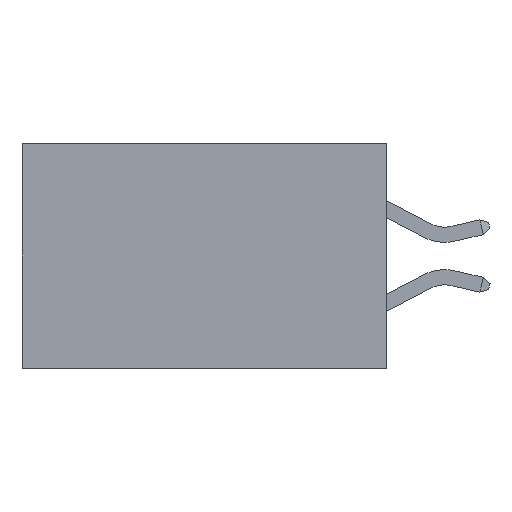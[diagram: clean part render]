
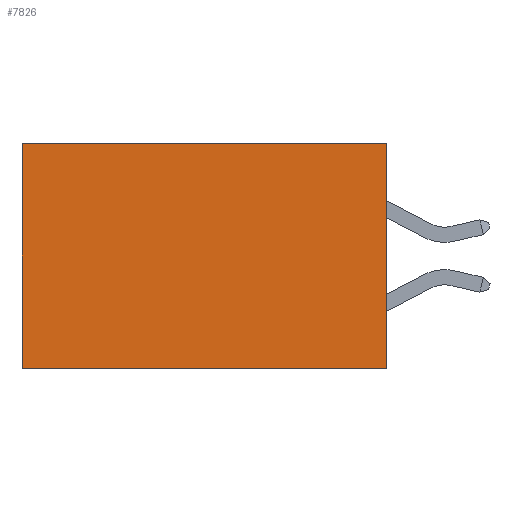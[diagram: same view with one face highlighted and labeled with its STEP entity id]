
A CAD part, left-side view. The second image highlights one B-rep face of the part: STEP entity #7826.
In plain terms, the highlighted planar face has unit normal (-1, 0, 0).
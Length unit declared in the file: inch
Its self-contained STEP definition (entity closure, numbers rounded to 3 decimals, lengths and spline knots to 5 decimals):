
#320 = CARTESIAN_POINT ( 'NONE',  ( 0.298, 0.6, -0.37 ) ) ;
#1812 = CARTESIAN_POINT ( 'NONE',  ( 0.298, 0., 0. ) ) ;
#2189 = LINE ( 'NONE', #10159, #8940 ) ;
#3109 = ORIENTED_EDGE ( 'NONE', *, *, #14358, .F. ) ;
#3442 = VECTOR ( 'NONE', #5630, 39.37008 ) ;
#4050 = DIRECTION ( 'NONE',  ( 0., 0., -1. ) ) ;
#4777 = EDGE_LOOP ( 'NONE', ( #16861, #3109, #20470, #18953 ) ) ;
#5029 = CARTESIAN_POINT ( 'NONE',  ( 0.298, 0.6, 0. ) ) ;
#5630 = DIRECTION ( 'NONE',  ( 0., 1., 0. ) ) ;
#6796 = VERTEX_POINT ( 'NONE', #320 ) ;
#7619 = CARTESIAN_POINT ( 'NONE',  ( 0.298, 0., 0. ) ) ;
#7826 = ADVANCED_FACE ( 'NONE', ( #14582 ), #13237, .F. ) ;
#8940 = VECTOR ( 'NONE', #17030, 39.37008 ) ;
#10159 = CARTESIAN_POINT ( 'NONE',  ( 0.298, 0.6, 0. ) ) ;
#10727 = LINE ( 'NONE', #21611, #17170 ) ;
#11945 = AXIS2_PLACEMENT_3D ( 'NONE', #1812, #17709, #4050 ) ;
#12248 = CARTESIAN_POINT ( 'NONE',  ( 0.298, 0., -0.37 ) ) ;
#12271 = VERTEX_POINT ( 'NONE', #5029 ) ;
#12940 = EDGE_CURVE ( 'NONE', #22092, #21191, #10727, .T. ) ;
#13237 = PLANE ( 'NONE',  #11945 ) ;
#14358 = EDGE_CURVE ( 'NONE', #21191, #6796, #21587, .T. ) ;
#14582 = FACE_OUTER_BOUND ( 'NONE', #4777, .T. ) ;
#16861 = ORIENTED_EDGE ( 'NONE', *, *, #18339, .T. ) ;
#17030 = DIRECTION ( 'NONE',  ( 0., 0., -1. ) ) ;
#17170 = VECTOR ( 'NONE', #25775, 39.37008 ) ;
#17309 = CARTESIAN_POINT ( 'NONE',  ( 0.298, 0., -0.37 ) ) ;
#17709 = DIRECTION ( 'NONE',  ( 1., 0., 0. ) ) ;
#18339 = EDGE_CURVE ( 'NONE', #12271, #6796, #2189, .T. ) ;
#18953 = ORIENTED_EDGE ( 'NONE', *, *, #21619, .T. ) ;
#20470 = ORIENTED_EDGE ( 'NONE', *, *, #12940, .F. ) ;
#20843 = LINE ( 'NONE', #7619, #21511 ) ;
#21191 = VERTEX_POINT ( 'NONE', #12248 ) ;
#21511 = VECTOR ( 'NONE', #25563, 39.37008 ) ;
#21587 = LINE ( 'NONE', #17309, #3442 ) ;
#21611 = CARTESIAN_POINT ( 'NONE',  ( 0.298, 0., 0. ) ) ;
#21619 = EDGE_CURVE ( 'NONE', #22092, #12271, #20843, .T. ) ;
#22092 = VERTEX_POINT ( 'NONE', #23531 ) ;
#23531 = CARTESIAN_POINT ( 'NONE',  ( 0.298, 0., 0. ) ) ;
#25563 = DIRECTION ( 'NONE',  ( 0., 1., 0. ) ) ;
#25775 = DIRECTION ( 'NONE',  ( 0., 0., -1. ) ) ;
